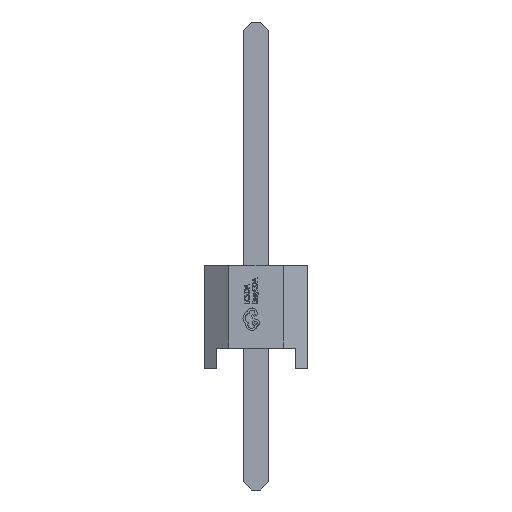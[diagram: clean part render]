
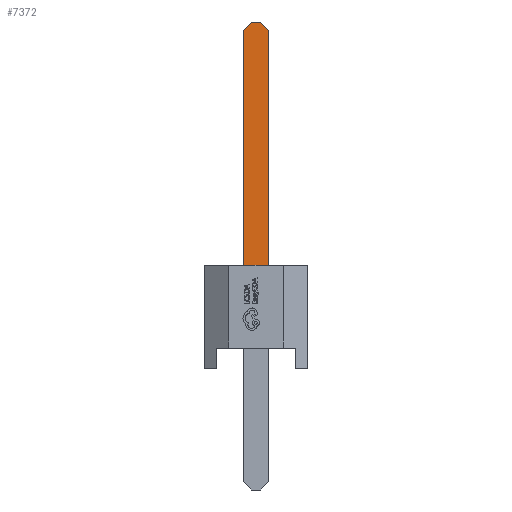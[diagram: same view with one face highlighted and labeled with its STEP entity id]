
A CAD part, left-side view. The second image highlights one B-rep face of the part: STEP entity #7372.
In plain terms, the highlighted planar face has unit normal (-1, 0, 0).
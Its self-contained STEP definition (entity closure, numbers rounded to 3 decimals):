
#425 = ORIENTED_EDGE ( 'NONE', *, *, #1729, .T. ) ;
#708 = CARTESIAN_POINT ( 'NONE',  ( -5.4, 0.12, 8.54 ) ) ;
#1018 = CARTESIAN_POINT ( 'NONE',  ( -5.4, -0.32, 8.34 ) ) ;
#1365 = EDGE_LOOP ( 'NONE', ( #4351, #12474, #4621, #12623, #425, #17419 ) ) ;
#1729 = EDGE_CURVE ( 'NONE', #10394, #4311, #8095, .T. ) ;
#1768 = CARTESIAN_POINT ( 'NONE',  ( -5.4, 0., 0. ) ) ;
#1877 = CARTESIAN_POINT ( 'NONE',  ( -5.4, 0.32, -2.8 ) ) ;
#2511 = VERTEX_POINT ( 'NONE', #12252 ) ;
#2808 = VECTOR ( 'NONE', #6073, 1000. ) ;
#3103 = VERTEX_POINT ( 'NONE', #11042 ) ;
#4311 = VERTEX_POINT ( 'NONE', #9476 ) ;
#4351 = ORIENTED_EDGE ( 'NONE', *, *, #16953, .F. ) ;
#4621 = ORIENTED_EDGE ( 'NONE', *, *, #11241, .T. ) ;
#4738 = VERTEX_POINT ( 'NONE', #6854 ) ;
#4863 = LINE ( 'NONE', #708, #10946 ) ;
#4967 = DIRECTION ( 'NONE',  ( 0., 0.707, -0.707 ) ) ;
#6073 = DIRECTION ( 'NONE',  ( 0., 0., -1. ) ) ;
#6098 = VECTOR ( 'NONE', #12622, 1000. ) ;
#6166 = DIRECTION ( 'NONE',  ( 0., 0., 1. ) ) ;
#6655 = VECTOR ( 'NONE', #18176, 1000. ) ;
#6715 = EDGE_CURVE ( 'NONE', #4738, #10394, #4863, .T. ) ;
#6854 = CARTESIAN_POINT ( 'NONE',  ( -5.4, -0.12, 8.54 ) ) ;
#6891 = LINE ( 'NONE', #1018, #6098 ) ;
#7372 = ADVANCED_FACE ( 'NONE', ( #9300 ), #10364, .T. ) ;
#7568 = CARTESIAN_POINT ( 'NONE',  ( -5.4, 0.12, 8.54 ) ) ;
#7881 = CARTESIAN_POINT ( 'NONE',  ( -5.4, 0., 2.54 ) ) ;
#8095 = LINE ( 'NONE', #14033, #14622 ) ;
#8232 = VERTEX_POINT ( 'NONE', #8244 ) ;
#8244 = CARTESIAN_POINT ( 'NONE',  ( -5.4, 0.32, 2.54 ) ) ;
#9262 = DIRECTION ( 'NONE',  ( 0., 1., 0. ) ) ;
#9300 = FACE_OUTER_BOUND ( 'NONE', #1365, .T. ) ;
#9476 = CARTESIAN_POINT ( 'NONE',  ( -5.4, 0.32, 8.34 ) ) ;
#9945 = LINE ( 'NONE', #10057, #18258 ) ;
#10057 = CARTESIAN_POINT ( 'NONE',  ( -5.4, -0.32, -2.8 ) ) ;
#10364 = PLANE ( 'NONE',  #12794 ) ;
#10394 = VERTEX_POINT ( 'NONE', #7568 ) ;
#10538 = DIRECTION ( 'NONE',  ( -1., 0., 0. ) ) ;
#10946 = VECTOR ( 'NONE', #9262, 1000. ) ;
#11042 = CARTESIAN_POINT ( 'NONE',  ( -5.4, -0.32, 8.34 ) ) ;
#11241 = EDGE_CURVE ( 'NONE', #3103, #4738, #6891, .T. ) ;
#12002 = EDGE_CURVE ( 'NONE', #2511, #3103, #9945, .T. ) ;
#12252 = CARTESIAN_POINT ( 'NONE',  ( -5.4, -0.32, 2.54 ) ) ;
#12370 = LINE ( 'NONE', #7881, #6655 ) ;
#12474 = ORIENTED_EDGE ( 'NONE', *, *, #12002, .T. ) ;
#12622 = DIRECTION ( 'NONE',  ( 0., 0.707, 0.707 ) ) ;
#12623 = ORIENTED_EDGE ( 'NONE', *, *, #6715, .T. ) ;
#12794 = AXIS2_PLACEMENT_3D ( 'NONE', #1768, #10538, #6166 ) ;
#14033 = CARTESIAN_POINT ( 'NONE',  ( -5.4, 0.32, 8.34 ) ) ;
#14622 = VECTOR ( 'NONE', #4967, 1000. ) ;
#14846 = EDGE_CURVE ( 'NONE', #4311, #8232, #14937, .T. ) ;
#14937 = LINE ( 'NONE', #1877, #2808 ) ;
#15861 = DIRECTION ( 'NONE',  ( 0., 0., 1. ) ) ;
#16953 = EDGE_CURVE ( 'NONE', #2511, #8232, #12370, .T. ) ;
#17419 = ORIENTED_EDGE ( 'NONE', *, *, #14846, .T. ) ;
#18176 = DIRECTION ( 'NONE',  ( 0., 1., 0. ) ) ;
#18258 = VECTOR ( 'NONE', #15861, 1000. ) ;
